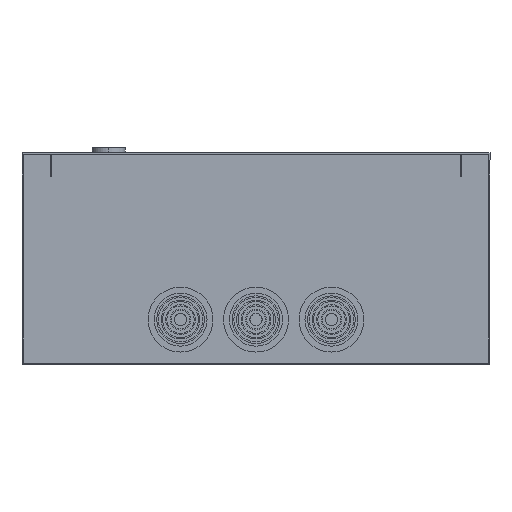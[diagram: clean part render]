
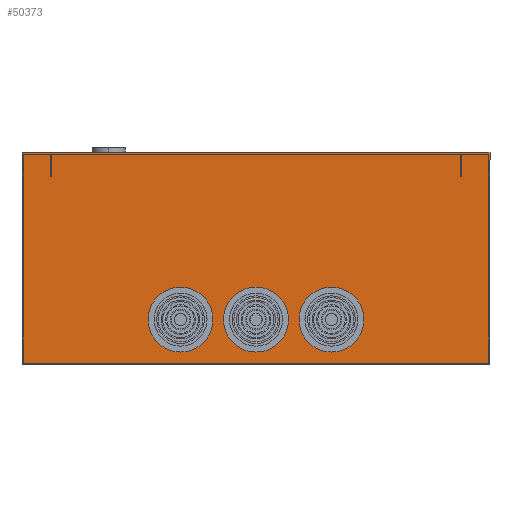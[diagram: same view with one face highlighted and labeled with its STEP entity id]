
A CAD part, front view. The second image highlights one B-rep face of the part: STEP entity #50373.
In plain terms, the highlighted planar face has unit normal (0, -1, 0).
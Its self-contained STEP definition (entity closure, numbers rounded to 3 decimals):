
#1013 = AXIS2_PLACEMENT_3D ( 'NONE', #13020, #4019, #91765 ) ;
#4019 = DIRECTION ( 'NONE',  ( 0., 1., 0. ) ) ;
#5182 = CARTESIAN_POINT ( 'NONE',  ( 155., -292.5, 139.2 ) ) ;
#6406 = CIRCLE ( 'NONE', #73842, 18.5 ) ;
#7881 = VERTEX_POINT ( 'NONE', #28087 ) ;
#9908 = EDGE_CURVE ( 'NONE', #73263, #85011, #56219, .T. ) ;
#10646 = DIRECTION ( 'NONE',  ( 0., 1., 0. ) ) ;
#12217 = ORIENTED_EDGE ( 'NONE', *, *, #20081, .T. ) ;
#13020 = CARTESIAN_POINT ( 'NONE',  ( -50., -292.5, 28.8 ) ) ;
#13500 = CARTESIAN_POINT ( 'NONE',  ( 50., -292.5, 28.8 ) ) ;
#14875 = ORIENTED_EDGE ( 'NONE', *, *, #92325, .T. ) ;
#15529 = EDGE_LOOP ( 'NONE', ( #62114, #12217 ) ) ;
#16375 = DIRECTION ( 'NONE',  ( 0., 1., 0. ) ) ;
#16784 = PLANE ( 'NONE',  #19634 ) ;
#18921 = DIRECTION ( 'NONE',  ( 1., 0., 0. ) ) ;
#19358 = EDGE_CURVE ( 'NONE', #23619, #40801, #69610, .T. ) ;
#19634 = AXIS2_PLACEMENT_3D ( 'NONE', #76945, #57692, #96871 ) ;
#19677 = DIRECTION ( 'NONE',  ( -1., 0., 0. ) ) ;
#20081 = EDGE_CURVE ( 'NONE', #40801, #23619, #6406, .T. ) ;
#21596 = DIRECTION ( 'NONE',  ( 0., 0., 1. ) ) ;
#22458 = DIRECTION ( 'NONE',  ( 0., 0., -1. ) ) ;
#22830 = CARTESIAN_POINT ( 'NONE',  ( -50., -292.5, 28.8 ) ) ;
#23619 = VERTEX_POINT ( 'NONE', #32505 ) ;
#23820 = VERTEX_POINT ( 'NONE', #68242 ) ;
#24571 = LINE ( 'NONE', #26512, #123925 ) ;
#24584 = CARTESIAN_POINT ( 'NONE',  ( -155., -292.5, 139.2 ) ) ;
#26512 = CARTESIAN_POINT ( 'NONE',  ( 155., -292.5, 139.2 ) ) ;
#27142 = DIRECTION ( 'NONE',  ( 0., 0., -1. ) ) ;
#28087 = CARTESIAN_POINT ( 'NONE',  ( 0., -292.5, 10.3 ) ) ;
#28328 = FACE_BOUND ( 'NONE', #15529, .T. ) ;
#30390 = EDGE_LOOP ( 'NONE', ( #14875, #107196 ) ) ;
#32101 = DIRECTION ( 'NONE',  ( 0., 1., 0. ) ) ;
#32505 = CARTESIAN_POINT ( 'NONE',  ( 50., -292.5, 10.3 ) ) ;
#35962 = DIRECTION ( 'NONE',  ( 0., 0., -1. ) ) ;
#37103 = VECTOR ( 'NONE', #18921, 1000. ) ;
#38098 = VERTEX_POINT ( 'NONE', #61471 ) ;
#38124 = CARTESIAN_POINT ( 'NONE',  ( 0., -292.5, 28.8 ) ) ;
#40801 = VERTEX_POINT ( 'NONE', #87781 ) ;
#40815 = DIRECTION ( 'NONE',  ( 0., 1., 0. ) ) ;
#44516 = CIRCLE ( 'NONE', #109975, 18.5 ) ;
#47469 = FACE_OUTER_BOUND ( 'NONE', #118080, .T. ) ;
#48045 = EDGE_CURVE ( 'NONE', #64905, #23820, #63528, .T. ) ;
#49358 = VECTOR ( 'NONE', #35962, 1000. ) ;
#49919 = VERTEX_POINT ( 'NONE', #80189 ) ;
#50373 = ADVANCED_FACE ( 'NONE', ( #47469, #125621, #28328, #56438 ), #16784, .T. ) ;
#51026 = ORIENTED_EDGE ( 'NONE', *, *, #48045, .T. ) ;
#51196 = CARTESIAN_POINT ( 'NONE',  ( -50., -292.5, 10.3 ) ) ;
#51530 = ORIENTED_EDGE ( 'NONE', *, *, #9908, .T. ) ;
#56219 = CIRCLE ( 'NONE', #1013, 18.5 ) ;
#56438 = FACE_BOUND ( 'NONE', #30390, .T. ) ;
#57692 = DIRECTION ( 'NONE',  ( 0., -1., 0. ) ) ;
#61398 = AXIS2_PLACEMENT_3D ( 'NONE', #13500, #32101, #22458 ) ;
#61471 = CARTESIAN_POINT ( 'NONE',  ( 0., -292.5, 47.3 ) ) ;
#62114 = ORIENTED_EDGE ( 'NONE', *, *, #19358, .T. ) ;
#62271 = EDGE_CURVE ( 'NONE', #65117, #49919, #24571, .T. ) ;
#62360 = CARTESIAN_POINT ( 'NONE',  ( -50., -292.5, 47.3 ) ) ;
#63528 = LINE ( 'NONE', #83295, #49358 ) ;
#64905 = VERTEX_POINT ( 'NONE', #24584 ) ;
#65117 = VERTEX_POINT ( 'NONE', #5182 ) ;
#67376 = DIRECTION ( 'NONE',  ( 0., 1., 0. ) ) ;
#68242 = CARTESIAN_POINT ( 'NONE',  ( -155., -292.5, -0.8 ) ) ;
#69610 = CIRCLE ( 'NONE', #61398, 18.5 ) ;
#70187 = ORIENTED_EDGE ( 'NONE', *, *, #62271, .F. ) ;
#70433 = EDGE_LOOP ( 'NONE', ( #51530, #122541 ) ) ;
#72420 = AXIS2_PLACEMENT_3D ( 'NONE', #22830, #40815, #21596 ) ;
#73263 = VERTEX_POINT ( 'NONE', #51196 ) ;
#73842 = AXIS2_PLACEMENT_3D ( 'NONE', #117304, #67376, #125057 ) ;
#74785 = EDGE_CURVE ( 'NONE', #85011, #73263, #109214, .T. ) ;
#75805 = VECTOR ( 'NONE', #19677, 1000. ) ;
#76892 = CIRCLE ( 'NONE', #119832, 18.5 ) ;
#76945 = CARTESIAN_POINT ( 'NONE',  ( 153.2, -292.5, 139.2 ) ) ;
#77929 = LINE ( 'NONE', #106156, #75805 ) ;
#80189 = CARTESIAN_POINT ( 'NONE',  ( 155., -292.5, -0.8 ) ) ;
#83295 = CARTESIAN_POINT ( 'NONE',  ( -155., -292.5, 139.2 ) ) ;
#85011 = VERTEX_POINT ( 'NONE', #62360 ) ;
#85501 = DIRECTION ( 'NONE',  ( 0., 0., 1. ) ) ;
#85706 = EDGE_CURVE ( 'NONE', #23820, #49919, #112635, .T. ) ;
#87781 = CARTESIAN_POINT ( 'NONE',  ( 50., -292.5, 47.3 ) ) ;
#88083 = CARTESIAN_POINT ( 'NONE',  ( 0., -292.5, 28.8 ) ) ;
#91765 = DIRECTION ( 'NONE',  ( 0., 0., 1. ) ) ;
#92325 = EDGE_CURVE ( 'NONE', #7881, #38098, #76892, .T. ) ;
#92765 = ORIENTED_EDGE ( 'NONE', *, *, #85706, .T. ) ;
#96871 = DIRECTION ( 'NONE',  ( 0., 0., 1. ) ) ;
#99104 = EDGE_CURVE ( 'NONE', #65117, #64905, #77929, .T. ) ;
#99433 = ORIENTED_EDGE ( 'NONE', *, *, #99104, .T. ) ;
#102377 = CARTESIAN_POINT ( 'NONE',  ( 153.2, -292.5, -0.8 ) ) ;
#106077 = DIRECTION ( 'NONE',  ( 0., 0., 1. ) ) ;
#106156 = CARTESIAN_POINT ( 'NONE',  ( 153.2, -292.5, 139.2 ) ) ;
#107196 = ORIENTED_EDGE ( 'NONE', *, *, #109072, .T. ) ;
#109072 = EDGE_CURVE ( 'NONE', #38098, #7881, #44516, .T. ) ;
#109214 = CIRCLE ( 'NONE', #72420, 18.5 ) ;
#109975 = AXIS2_PLACEMENT_3D ( 'NONE', #38124, #16375, #85501 ) ;
#112635 = LINE ( 'NONE', #102377, #37103 ) ;
#117304 = CARTESIAN_POINT ( 'NONE',  ( 50., -292.5, 28.8 ) ) ;
#118080 = EDGE_LOOP ( 'NONE', ( #51026, #92765, #70187, #99433 ) ) ;
#119832 = AXIS2_PLACEMENT_3D ( 'NONE', #88083, #10646, #106077 ) ;
#122541 = ORIENTED_EDGE ( 'NONE', *, *, #74785, .T. ) ;
#123925 = VECTOR ( 'NONE', #27142, 1000. ) ;
#125057 = DIRECTION ( 'NONE',  ( 0., 0., -1. ) ) ;
#125621 = FACE_BOUND ( 'NONE', #70433, .T. ) ;
